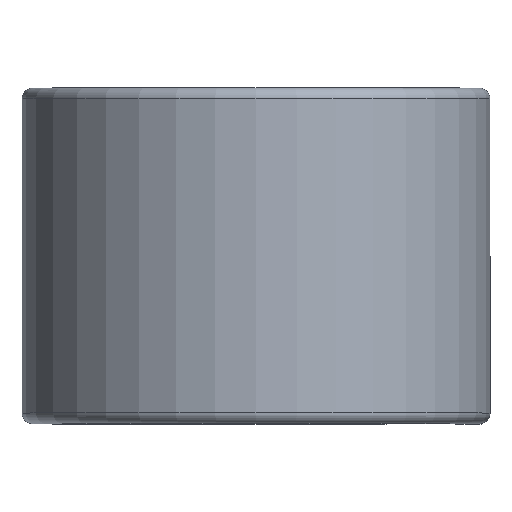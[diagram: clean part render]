
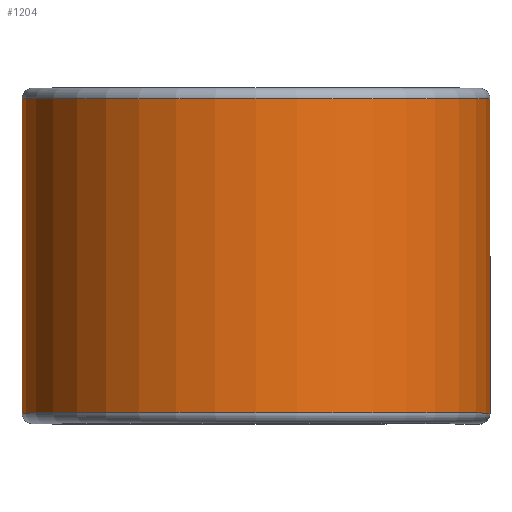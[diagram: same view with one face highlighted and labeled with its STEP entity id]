
A CAD part, top view. The second image highlights one B-rep face of the part: STEP entity #1204.
In plain terms, the highlighted cylindrical face has radius 16.599 mm (diameter 33.198 mm), a partial arc.
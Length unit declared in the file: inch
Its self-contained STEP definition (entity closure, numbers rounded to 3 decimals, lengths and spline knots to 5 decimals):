
#68 = DIRECTION ( 'NONE',  ( 0., 1., 0. ) ) ;
#153 = CARTESIAN_POINT ( 'NONE',  ( 0.6535, 0.43875, 0. ) ) ;
#159 = CARTESIAN_POINT ( 'NONE',  ( 0., -0.43875, 0. ) ) ;
#265 = AXIS2_PLACEMENT_3D ( 'NONE', #1471, #320, #1627 ) ;
#308 = ORIENTED_EDGE ( 'NONE', *, *, #730, .T. ) ;
#320 = DIRECTION ( 'NONE',  ( 0., -1., 0. ) ) ;
#355 = DIRECTION ( 'NONE',  ( 0., 1., 0. ) ) ;
#363 = DIRECTION ( 'NONE',  ( 0., 0., -1. ) ) ;
#498 = EDGE_CURVE ( 'NONE', #666, #2025, #1607, .T. ) ;
#523 = CARTESIAN_POINT ( 'NONE',  ( 0., 0.43875, -0.6535 ) ) ;
#547 = CYLINDRICAL_SURFACE ( 'NONE', #2017, 0.6535 ) ;
#613 = EDGE_CURVE ( 'NONE', #723, #2025, #1590, .T. ) ;
#666 = VERTEX_POINT ( 'NONE', #2353 ) ;
#723 = VERTEX_POINT ( 'NONE', #1497 ) ;
#730 = EDGE_CURVE ( 'NONE', #786, #723, #2255, .T. ) ;
#734 = EDGE_CURVE ( 'NONE', #786, #666, #2301, .T. ) ;
#786 = VERTEX_POINT ( 'NONE', #1345 ) ;
#790 = CARTESIAN_POINT ( 'NONE',  ( 0., 0.4375, 0. ) ) ;
#852 = ORIENTED_EDGE ( 'NONE', *, *, #734, .F. ) ;
#981 = DIRECTION ( 'NONE',  ( 0., -1., 0. ) ) ;
#1082 = FACE_OUTER_BOUND ( 'NONE', #1499, .T. ) ;
#1115 = ORIENTED_EDGE ( 'NONE', *, *, #498, .F. ) ;
#1178 = VECTOR ( 'NONE', #355, 39.37008 ) ;
#1204 = ADVANCED_FACE ( 'NONE', ( #1082 ), #547, .T. ) ;
#1257 = VECTOR ( 'NONE', #68, 39.37008 ) ;
#1345 = CARTESIAN_POINT ( 'NONE',  ( 0.6535, -0.43875, 0. ) ) ;
#1471 = CARTESIAN_POINT ( 'NONE',  ( 0., 0.43875, 0. ) ) ;
#1497 = CARTESIAN_POINT ( 'NONE',  ( 0.6535, 0.43875, 0. ) ) ;
#1499 = EDGE_LOOP ( 'NONE', ( #308, #2012, #1115, #852 ) ) ;
#1505 = DIRECTION ( 'NONE',  ( 0., -1., 0. ) ) ;
#1590 = CIRCLE ( 'NONE', #265, 0.6535 ) ;
#1607 = LINE ( 'NONE', #2270, #1257 ) ;
#1627 = DIRECTION ( 'NONE',  ( 0., 0., -1. ) ) ;
#1856 = DIRECTION ( 'NONE',  ( 0., 0., -1. ) ) ;
#1946 = AXIS2_PLACEMENT_3D ( 'NONE', #159, #1505, #363 ) ;
#2012 = ORIENTED_EDGE ( 'NONE', *, *, #613, .T. ) ;
#2017 = AXIS2_PLACEMENT_3D ( 'NONE', #790, #981, #1856 ) ;
#2025 = VERTEX_POINT ( 'NONE', #523 ) ;
#2255 = LINE ( 'NONE', #153, #1178 ) ;
#2270 = CARTESIAN_POINT ( 'NONE',  ( 0., 0.43875, -0.6535 ) ) ;
#2301 = CIRCLE ( 'NONE', #1946, 0.6535 ) ;
#2353 = CARTESIAN_POINT ( 'NONE',  ( 0., -0.43875, -0.6535 ) ) ;
